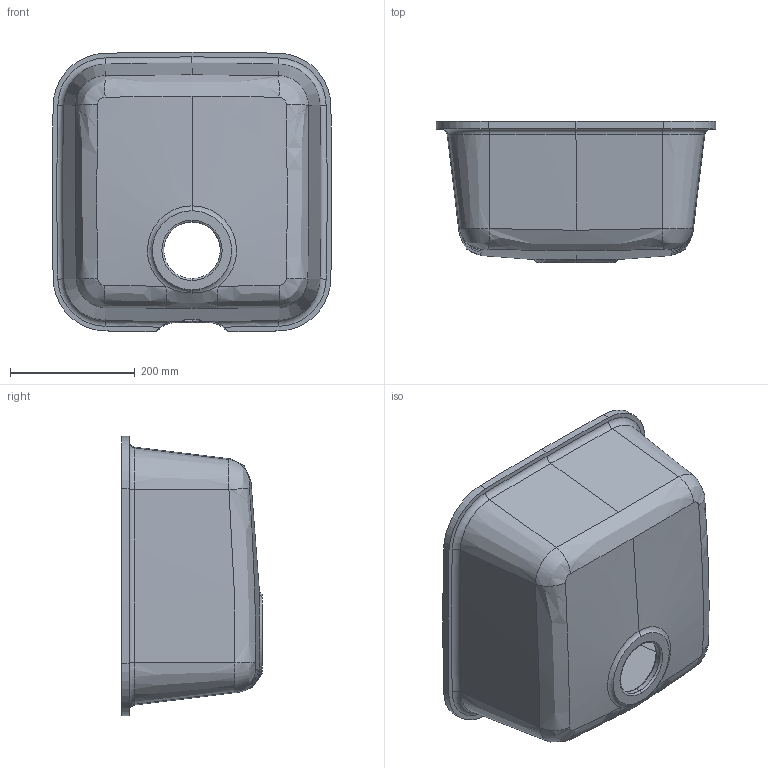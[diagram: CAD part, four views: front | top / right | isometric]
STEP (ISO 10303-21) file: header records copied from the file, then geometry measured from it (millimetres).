
FILE_DESCRIPTION (( 'STEP AP214' ), '1' );
FILE_NAME ('804_FINISHED_OVFL.STEP', '2018-07-17T10:07:25', ( '' ), ( '' ), 'SwSTEP 2.0', 'SolidWorks 2014', '' );
FILE_SCHEMA (( 'AUTOMOTIVE_DESIGN' ));
Length unit declared in the file: millimetre
Products named in the file (1): 804_FINISHED_OVFL
Bounding box: 448.65 x 225.99 x 448.74 mm (x, y, z)
Volume: 4703639.1 mm3; surface area: 868098.6 mm2
Topology: 1 solids, 1 shells, 88 faces, 217 edges, 130 vertices
Faces by surface type: cone 29, torus 22, bspline 20, cylinder 12, plane 5
Entity records: 4461 total; most frequent: CARTESIAN_POINT 2463, ORIENTED_EDGE 434, DIRECTION 406, EDGE_CURVE 217, AXIS2_PLACEMENT_3D 184, VERTEX_POINT 130, CIRCLE 115, EDGE_LOOP 91
